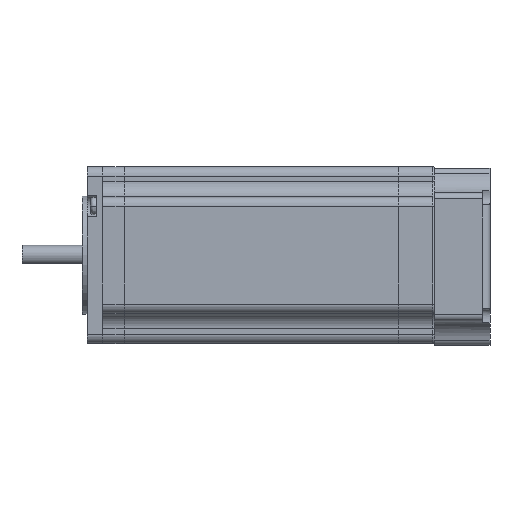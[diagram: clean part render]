
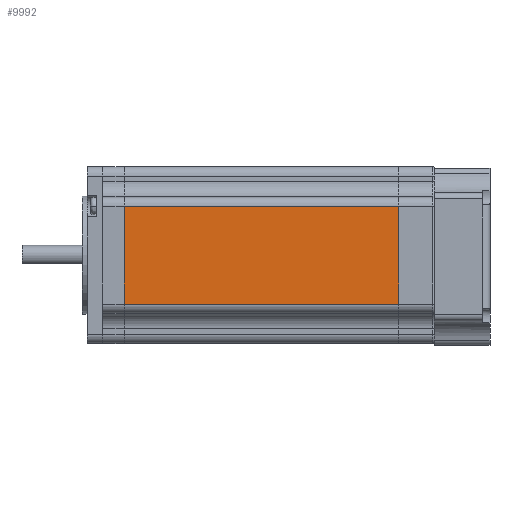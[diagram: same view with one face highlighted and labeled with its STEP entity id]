
A CAD part, left-side view. The second image highlights one B-rep face of the part: STEP entity #9992.
In plain terms, the highlighted planar face has unit normal (-1, 0, 0).
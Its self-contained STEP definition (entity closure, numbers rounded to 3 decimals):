
#1 = VECTOR ( 'NONE', #5339, 1000. ) ;
#154 = CARTESIAN_POINT ( 'NONE',  ( 0., 88.5, -44.3 ) ) ;
#314 = CARTESIAN_POINT ( 'NONE',  ( 0., 0., -12.7 ) ) ;
#436 = CARTESIAN_POINT ( 'NONE',  ( 0., 88.5, -12.7 ) ) ;
#607 = VERTEX_POINT ( 'NONE', #6823 ) ;
#846 = ORIENTED_EDGE ( 'NONE', *, *, #4756, .T. ) ;
#1166 = CARTESIAN_POINT ( 'NONE',  ( 0., 0., -12.7 ) ) ;
#1895 = DIRECTION ( 'NONE',  ( 0., -1., 0. ) ) ;
#1998 = CARTESIAN_POINT ( 'NONE',  ( 0., 88.5, -12.7 ) ) ;
#2232 = DIRECTION ( 'NONE',  ( 0., 0., -1. ) ) ;
#2864 = CARTESIAN_POINT ( 'NONE',  ( 0., 88.5, -44.3 ) ) ;
#3074 = AXIS2_PLACEMENT_3D ( 'NONE', #1998, #8772, #7034 ) ;
#3266 = EDGE_CURVE ( 'NONE', #9353, #8737, #10311, .T. ) ;
#3694 = FACE_OUTER_BOUND ( 'NONE', #8901, .T. ) ;
#4310 = CARTESIAN_POINT ( 'NONE',  ( 0., 88.5, -12.7 ) ) ;
#4756 = EDGE_CURVE ( 'NONE', #9353, #10344, #7107, .T. ) ;
#5148 = VECTOR ( 'NONE', #1895, 1000. ) ;
#5339 = DIRECTION ( 'NONE',  ( 0., -1., 0. ) ) ;
#6823 = CARTESIAN_POINT ( 'NONE',  ( 0., 0., -44.3 ) ) ;
#7034 = DIRECTION ( 'NONE',  ( 0., 0., 1. ) ) ;
#7054 = CARTESIAN_POINT ( 'NONE',  ( 0., 88.5, -12.7 ) ) ;
#7107 = LINE ( 'NONE', #7054, #8107 ) ;
#7298 = EDGE_CURVE ( 'NONE', #8737, #607, #10381, .T. ) ;
#7563 = ORIENTED_EDGE ( 'NONE', *, *, #7298, .F. ) ;
#7771 = DIRECTION ( 'NONE',  ( 0., 0., -1. ) ) ;
#7949 = PLANE ( 'NONE',  #3074 ) ;
#8107 = VECTOR ( 'NONE', #2232, 1000. ) ;
#8441 = ORIENTED_EDGE ( 'NONE', *, *, #3266, .F. ) ;
#8529 = EDGE_CURVE ( 'NONE', #10344, #607, #9207, .T. ) ;
#8737 = VERTEX_POINT ( 'NONE', #314 ) ;
#8772 = DIRECTION ( 'NONE',  ( -1., 0., 0. ) ) ;
#8901 = EDGE_LOOP ( 'NONE', ( #7563, #8441, #846, #10565 ) ) ;
#9207 = LINE ( 'NONE', #154, #5148 ) ;
#9353 = VERTEX_POINT ( 'NONE', #4310 ) ;
#9992 = ADVANCED_FACE ( 'NONE', ( #3694 ), #7949, .T. ) ;
#10311 = LINE ( 'NONE', #436, #1 ) ;
#10344 = VERTEX_POINT ( 'NONE', #2864 ) ;
#10381 = LINE ( 'NONE', #1166, #10704 ) ;
#10565 = ORIENTED_EDGE ( 'NONE', *, *, #8529, .T. ) ;
#10704 = VECTOR ( 'NONE', #7771, 1000. ) ;
